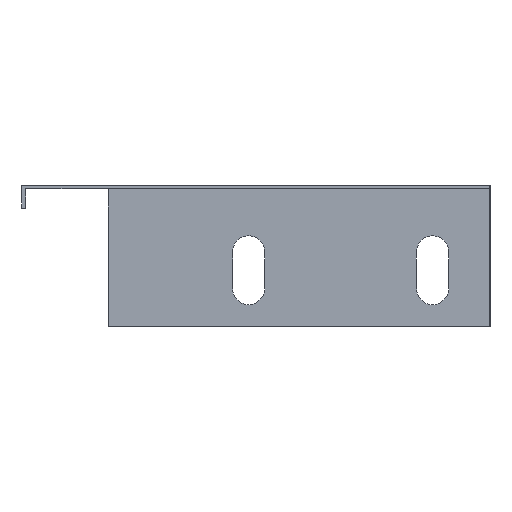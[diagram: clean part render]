
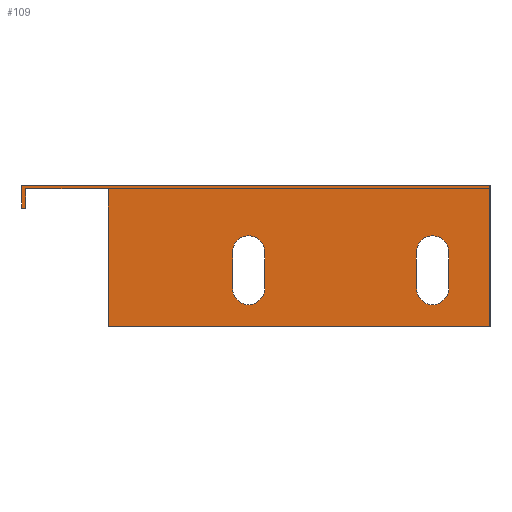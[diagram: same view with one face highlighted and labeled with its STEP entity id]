
A CAD part, left-side view. The second image highlights one B-rep face of the part: STEP entity #109.
In plain terms, the highlighted planar face has unit normal (-1, 0, 0).
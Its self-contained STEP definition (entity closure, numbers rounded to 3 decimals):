
#6 = ORIENTED_EDGE ( 'NONE', *, *, #543, .F. ) ;
#10 = CARTESIAN_POINT ( 'NONE',  ( -250.8, 7.5, -22.5 ) ) ;
#14 = ORIENTED_EDGE ( 'NONE', *, *, #461, .T. ) ;
#18 = DIRECTION ( 'NONE',  ( 0., 0., -1. ) ) ;
#21 = VERTEX_POINT ( 'NONE', #724 ) ;
#31 = DIRECTION ( 'NONE',  ( 0., 0., 1. ) ) ;
#38 = CARTESIAN_POINT ( 'NONE',  ( -250.8, 60.3, 0. ) ) ;
#44 = EDGE_CURVE ( 'NONE', #337, #925, #280, .T. ) ;
#46 = CARTESIAN_POINT ( 'NONE',  ( -250.8, -41.5, -0.8 ) ) ;
#64 = VECTOR ( 'NONE', #959, 1000. ) ;
#70 = LINE ( 'NONE', #111, #622 ) ;
#78 = CARTESIAN_POINT ( 'NONE',  ( -250.8, -41.5, 0. ) ) ;
#87 = VECTOR ( 'NONE', #467, 1000. ) ;
#92 = CARTESIAN_POINT ( 'NONE',  ( -250.8, -29., -14.5 ) ) ;
#99 = DIRECTION ( 'NONE',  ( 0., 0., 1. ) ) ;
#101 = VECTOR ( 'NONE', #672, 1000. ) ;
#107 = CARTESIAN_POINT ( 'NONE',  ( -250.8, -25.5, -14.5 ) ) ;
#109 = ADVANCED_FACE ( 'NONE', ( #158, #376, #779 ), #580, .F. ) ;
#111 = CARTESIAN_POINT ( 'NONE',  ( -250.8, 61.431, 0. ) ) ;
#131 = EDGE_CURVE ( 'NONE', #21, #732, #231, .T. ) ;
#136 = VERTEX_POINT ( 'NONE', #669 ) ;
#151 = LINE ( 'NONE', #38, #604 ) ;
#152 = CARTESIAN_POINT ( 'NONE',  ( -250.8, -41.5, -30.8 ) ) ;
#158 = FACE_BOUND ( 'NONE', #756, .T. ) ;
#172 = VERTEX_POINT ( 'NONE', #107 ) ;
#179 = DIRECTION ( 'NONE',  ( 0., 0., 1. ) ) ;
#181 = CARTESIAN_POINT ( 'NONE',  ( -250.8, 60.3, -5. ) ) ;
#196 = DIRECTION ( 'NONE',  ( 0., -1., 0. ) ) ;
#217 = VERTEX_POINT ( 'NONE', #525 ) ;
#223 = EDGE_CURVE ( 'NONE', #925, #468, #1050, .T. ) ;
#226 = VERTEX_POINT ( 'NONE', #526 ) ;
#231 = LINE ( 'NONE', #181, #635 ) ;
#232 = ORIENTED_EDGE ( 'NONE', *, *, #223, .F. ) ;
#233 = CARTESIAN_POINT ( 'NONE',  ( -250.8, 7.5, -14.5 ) ) ;
#251 = CARTESIAN_POINT ( 'NONE',  ( -250.8, 11., -22.5 ) ) ;
#280 = CIRCLE ( 'NONE', #930, 3.5 ) ;
#295 = EDGE_CURVE ( 'NONE', #21, #479, #151, .T. ) ;
#298 = LINE ( 'NONE', #917, #728 ) ;
#306 = CARTESIAN_POINT ( 'NONE',  ( -250.8, 59.5, 0. ) ) ;
#309 = LINE ( 'NONE', #306, #87 ) ;
#311 = ORIENTED_EDGE ( 'NONE', *, *, #906, .T. ) ;
#319 = VECTOR ( 'NONE', #99, 1000. ) ;
#326 = CARTESIAN_POINT ( 'NONE',  ( -250.8, -29., -22.5 ) ) ;
#333 = DIRECTION ( 'NONE',  ( 0., 0., 1. ) ) ;
#336 = VECTOR ( 'NONE', #1023, 1000. ) ;
#337 = VERTEX_POINT ( 'NONE', #938 ) ;
#340 = DIRECTION ( 'NONE',  ( 1., 0., 0. ) ) ;
#346 = LINE ( 'NONE', #351, #101 ) ;
#351 = CARTESIAN_POINT ( 'NONE',  ( -250.8, 61.431, -0.8 ) ) ;
#375 = CIRCLE ( 'NONE', #998, 3.5 ) ;
#376 = FACE_BOUND ( 'NONE', #607, .T. ) ;
#380 = CARTESIAN_POINT ( 'NONE',  ( -250.8, 11., -14.5 ) ) ;
#381 = ORIENTED_EDGE ( 'NONE', *, *, #942, .F. ) ;
#382 = EDGE_CURVE ( 'NONE', #524, #217, #976, .T. ) ;
#390 = ORIENTED_EDGE ( 'NONE', *, *, #427, .T. ) ;
#394 = CARTESIAN_POINT ( 'NONE',  ( -250.8, 14.5, -22.5 ) ) ;
#408 = DIRECTION ( 'NONE',  ( 0., 0., 1. ) ) ;
#427 = EDGE_CURVE ( 'NONE', #226, #723, #767, .T. ) ;
#435 = LINE ( 'NONE', #997, #940 ) ;
#439 = DIRECTION ( 'NONE',  ( 0., 0., -1. ) ) ;
#449 = AXIS2_PLACEMENT_3D ( 'NONE', #663, #340, #902 ) ;
#461 = EDGE_CURVE ( 'NONE', #732, #519, #309, .T. ) ;
#463 = DIRECTION ( 'NONE',  ( 0., 0., 1. ) ) ;
#467 = DIRECTION ( 'NONE',  ( 0., 0., 1. ) ) ;
#468 = VERTEX_POINT ( 'NONE', #470 ) ;
#470 = CARTESIAN_POINT ( 'NONE',  ( -250.8, -32.5, -14.5 ) ) ;
#473 = CARTESIAN_POINT ( 'NONE',  ( -250.8, 59.5, -0.8 ) ) ;
#476 = VECTOR ( 'NONE', #795, 1000. ) ;
#479 = VERTEX_POINT ( 'NONE', #633 ) ;
#481 = ORIENTED_EDGE ( 'NONE', *, *, #561, .T. ) ;
#508 = LINE ( 'NONE', #553, #476 ) ;
#517 = VERTEX_POINT ( 'NONE', #1034 ) ;
#519 = VERTEX_POINT ( 'NONE', #473 ) ;
#524 = VERTEX_POINT ( 'NONE', #233 ) ;
#525 = CARTESIAN_POINT ( 'NONE',  ( -250.8, 14.5, -14.5 ) ) ;
#526 = CARTESIAN_POINT ( 'NONE',  ( -250.8, -41.5, -30.8 ) ) ;
#533 = DIRECTION ( 'NONE',  ( 0., 0., 1. ) ) ;
#543 = EDGE_CURVE ( 'NONE', #217, #562, #508, .T. ) ;
#553 = CARTESIAN_POINT ( 'NONE',  ( -250.8, 14.5, -22.5 ) ) ;
#561 = EDGE_CURVE ( 'NONE', #517, #226, #900, .T. ) ;
#562 = VERTEX_POINT ( 'NONE', #394 ) ;
#580 = PLANE ( 'NONE',  #449 ) ;
#583 = ORIENTED_EDGE ( 'NONE', *, *, #131, .T. ) ;
#604 = VECTOR ( 'NONE', #533, 1000. ) ;
#607 = EDGE_LOOP ( 'NONE', ( #232, #937, #381, #630 ) ) ;
#622 = VECTOR ( 'NONE', #196, 1000. ) ;
#623 = ORIENTED_EDGE ( 'NONE', *, *, #962, .F. ) ;
#624 = AXIS2_PLACEMENT_3D ( 'NONE', #251, #814, #333 ) ;
#630 = ORIENTED_EDGE ( 'NONE', *, *, #783, .F. ) ;
#632 = VERTEX_POINT ( 'NONE', #884 ) ;
#633 = CARTESIAN_POINT ( 'NONE',  ( -250.8, 60.3, 0. ) ) ;
#635 = VECTOR ( 'NONE', #667, 1000. ) ;
#648 = LINE ( 'NONE', #10, #319 ) ;
#654 = ORIENTED_EDGE ( 'NONE', *, *, #295, .F. ) ;
#663 = CARTESIAN_POINT ( 'NONE',  ( -250.8, 41.5, -0.8 ) ) ;
#665 = DIRECTION ( 'NONE',  ( -1., 0., 0. ) ) ;
#667 = DIRECTION ( 'NONE',  ( 0., -1., 0. ) ) ;
#669 = CARTESIAN_POINT ( 'NONE',  ( -250.8, 41.5, -0.8 ) ) ;
#672 = DIRECTION ( 'NONE',  ( 0., -1., 0. ) ) ;
#682 = AXIS2_PLACEMENT_3D ( 'NONE', #380, #945, #463 ) ;
#710 = EDGE_CURVE ( 'NONE', #562, #632, #1038, .T. ) ;
#723 = VERTEX_POINT ( 'NONE', #78 ) ;
#724 = CARTESIAN_POINT ( 'NONE',  ( -250.8, 60.3, -5. ) ) ;
#728 = VECTOR ( 'NONE', #439, 1000. ) ;
#732 = VERTEX_POINT ( 'NONE', #739 ) ;
#733 = ORIENTED_EDGE ( 'NONE', *, *, #710, .F. ) ;
#738 = ORIENTED_EDGE ( 'NONE', *, *, #869, .F. ) ;
#739 = CARTESIAN_POINT ( 'NONE',  ( -250.8, 59.5, -5. ) ) ;
#756 = EDGE_LOOP ( 'NONE', ( #738, #733, #6, #1006 ) ) ;
#767 = LINE ( 'NONE', #46, #336 ) ;
#779 = FACE_OUTER_BOUND ( 'NONE', #1032, .T. ) ;
#783 = EDGE_CURVE ( 'NONE', #468, #172, #375, .T. ) ;
#795 = DIRECTION ( 'NONE',  ( 0., 0., -1. ) ) ;
#814 = DIRECTION ( 'NONE',  ( -1., 0., 0. ) ) ;
#822 = ORIENTED_EDGE ( 'NONE', *, *, #923, .T. ) ;
#838 = CARTESIAN_POINT ( 'NONE',  ( -250.8, -32.5, -22.5 ) ) ;
#842 = VECTOR ( 'NONE', #31, 1000. ) ;
#869 = EDGE_CURVE ( 'NONE', #632, #524, #648, .T. ) ;
#884 = CARTESIAN_POINT ( 'NONE',  ( -250.8, 7.5, -22.5 ) ) ;
#888 = DIRECTION ( 'NONE',  ( -1., 0., 0. ) ) ;
#900 = LINE ( 'NONE', #152, #64 ) ;
#902 = DIRECTION ( 'NONE',  ( 0., 0., -1. ) ) ;
#906 = EDGE_CURVE ( 'NONE', #519, #136, #346, .T. ) ;
#917 = CARTESIAN_POINT ( 'NONE',  ( -250.8, 41.5, -30.8 ) ) ;
#923 = EDGE_CURVE ( 'NONE', #136, #517, #298, .T. ) ;
#925 = VERTEX_POINT ( 'NONE', #838 ) ;
#928 = CARTESIAN_POINT ( 'NONE',  ( -250.8, -32.5, -22.5 ) ) ;
#930 = AXIS2_PLACEMENT_3D ( 'NONE', #326, #888, #408 ) ;
#937 = ORIENTED_EDGE ( 'NONE', *, *, #44, .F. ) ;
#938 = CARTESIAN_POINT ( 'NONE',  ( -250.8, -25.5, -22.5 ) ) ;
#940 = VECTOR ( 'NONE', #18, 1000. ) ;
#942 = EDGE_CURVE ( 'NONE', #172, #337, #435, .T. ) ;
#945 = DIRECTION ( 'NONE',  ( -1., 0., 0. ) ) ;
#959 = DIRECTION ( 'NONE',  ( 0., -1., 0. ) ) ;
#962 = EDGE_CURVE ( 'NONE', #479, #723, #70, .T. ) ;
#976 = CIRCLE ( 'NONE', #682, 3.5 ) ;
#997 = CARTESIAN_POINT ( 'NONE',  ( -250.8, -25.5, -22.5 ) ) ;
#998 = AXIS2_PLACEMENT_3D ( 'NONE', #92, #665, #179 ) ;
#1006 = ORIENTED_EDGE ( 'NONE', *, *, #382, .F. ) ;
#1023 = DIRECTION ( 'NONE',  ( 0., 0., 1. ) ) ;
#1032 = EDGE_LOOP ( 'NONE', ( #390, #623, #654, #583, #14, #311, #822, #481 ) ) ;
#1034 = CARTESIAN_POINT ( 'NONE',  ( -250.8, 41.5, -30.8 ) ) ;
#1038 = CIRCLE ( 'NONE', #624, 3.5 ) ;
#1050 = LINE ( 'NONE', #928, #842 ) ;
